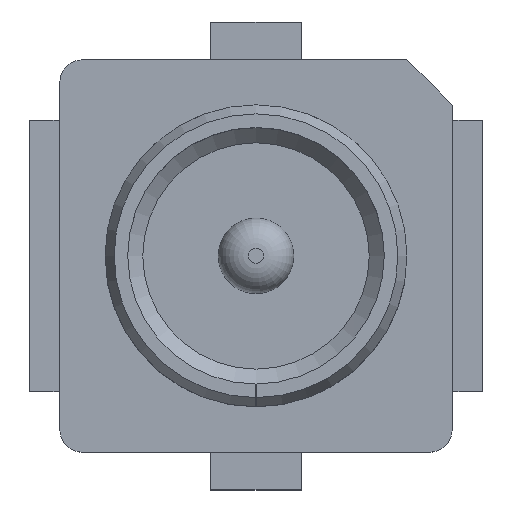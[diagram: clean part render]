
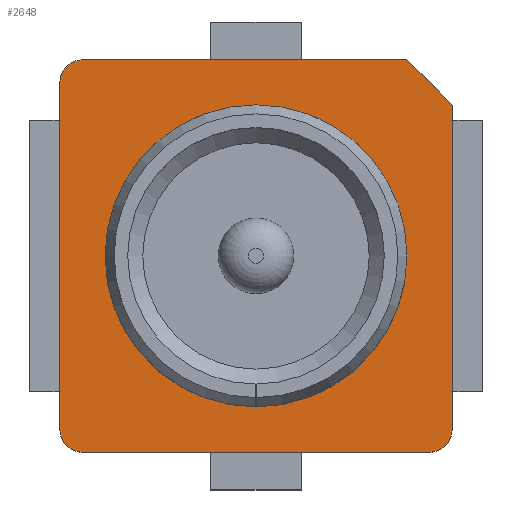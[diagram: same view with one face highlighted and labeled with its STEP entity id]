
A CAD part, top view. The second image highlights one B-rep face of the part: STEP entity #2648.
In plain terms, the highlighted planar face has unit normal (0, 0, 1).
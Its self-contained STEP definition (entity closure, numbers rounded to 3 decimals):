
#162=PLANE('',#2928);
#309=LINE('',#4159,#565);
#363=LINE('',#4321,#619);
#368=LINE('',#4331,#624);
#406=LINE('',#4476,#662);
#410=LINE('',#4484,#666);
#418=LINE('',#4510,#674);
#419=LINE('',#4512,#675);
#565=VECTOR('',#3367,1000.);
#619=VECTOR('',#3507,1000.);
#624=VECTOR('',#3514,1000.);
#662=VECTOR('',#3626,1000.);
#666=VECTOR('',#3632,1000.);
#674=VECTOR('',#3662,1000.);
#675=VECTOR('',#3665,1000.);
#1413=ORIENTED_EDGE('',*,*,#1727,.F.);
#1414=ORIENTED_EDGE('',*,*,#1813,.T.);
#1415=ORIENTED_EDGE('',*,*,#1732,.F.);
#1416=ORIENTED_EDGE('',*,*,#1767,.F.);
#1417=ORIENTED_EDGE('',*,*,#1806,.T.);
#1418=ORIENTED_EDGE('',*,*,#1648,.T.);
#1419=ORIENTED_EDGE('',*,*,#1808,.T.);
#1420=ORIENTED_EDGE('',*,*,#1810,.T.);
#1421=ORIENTED_EDGE('',*,*,#1811,.T.);
#1422=ORIENTED_EDGE('',*,*,#1792,.T.);
#1423=ORIENTED_EDGE('',*,*,#1812,.T.);
#1424=ORIENTED_EDGE('',*,*,#1796,.T.);
#1648=EDGE_CURVE('',#1961,#1960,#309,.T.);
#1727=EDGE_CURVE('',#2026,#2027,#363,.T.);
#1732=EDGE_CURVE('',#2030,#2031,#368,.T.);
#1767=EDGE_CURVE('',#2027,#2030,#2158,.T.);
#1792=EDGE_CURVE('',#2060,#2059,#406,.T.);
#1796=EDGE_CURVE('',#2063,#2062,#410,.T.);
#1806=EDGE_CURVE('',#2062,#1961,#2168,.T.);
#1808=EDGE_CURVE('',#1960,#2068,#2169,.T.);
#1810=EDGE_CURVE('',#2068,#2069,#418,.T.);
#1811=EDGE_CURVE('',#2069,#2060,#419,.T.);
#1812=EDGE_CURVE('',#2059,#2063,#2170,.T.);
#1813=EDGE_CURVE('',#2026,#2031,#2171,.T.);
#1960=VERTEX_POINT('',#4158);
#1961=VERTEX_POINT('',#4160);
#2026=VERTEX_POINT('',#4322);
#2027=VERTEX_POINT('',#4323);
#2030=VERTEX_POINT('',#4332);
#2031=VERTEX_POINT('',#4333);
#2059=VERTEX_POINT('',#4475);
#2060=VERTEX_POINT('',#4477);
#2062=VERTEX_POINT('',#4483);
#2063=VERTEX_POINT('',#4485);
#2068=VERTEX_POINT('',#4505);
#2069=VERTEX_POINT('',#4509);
#2158=CIRCLE('',#2894,1.);
#2168=CIRCLE('',#2921,0.15);
#2169=CIRCLE('',#2923,0.15);
#2170=CIRCLE('',#2927,0.15);
#2171=CIRCLE('',#2929,0.925);
#2322=EDGE_LOOP('',(#1413,#1414,#1415,#1416));
#2323=EDGE_LOOP('',(#1417,#1418,#1419,#1420,#1421,#1422,#1423,#1424));
#2476=FACE_BOUND('',#2322,.T.);
#2477=FACE_BOUND('',#2323,.T.);
#2648=ADVANCED_FACE('',(#2476,#2477),#162,.T.);
#2894=AXIS2_PLACEMENT_3D('',#4426,#3569,#3570);
#2921=AXIS2_PLACEMENT_3D('',#4502,#3652,#3653);
#2923=AXIS2_PLACEMENT_3D('',#4506,#3657,#3658);
#2927=AXIS2_PLACEMENT_3D('',#4514,#3668,#3669);
#2928=AXIS2_PLACEMENT_3D('',#4515,#3670,#3671);
#2929=AXIS2_PLACEMENT_3D('',#4516,#3672,#3673);
#3367=DIRECTION('',(1.,0.,0.));
#3507=DIRECTION('',(0.003,-1.,0.));
#3514=DIRECTION('',(0.003,1.,0.));
#3569=DIRECTION('',(0.,0.,1.));
#3570=DIRECTION('',(1.,0.,0.));
#3626=DIRECTION('',(-1.,0.,0.));
#3632=DIRECTION('',(0.,-1.,0.));
#3652=DIRECTION('',(0.,0.,1.));
#3653=DIRECTION('',(1.,0.,0.));
#3657=DIRECTION('',(0.,0.,1.));
#3658=DIRECTION('',(-1.,0.,0.));
#3662=DIRECTION('',(0.,1.,0.));
#3665=DIRECTION('',(-0.707,0.707,0.));
#3668=DIRECTION('',(0.,0.,1.));
#3669=DIRECTION('',(1.,0.,0.));
#3670=DIRECTION('',(0.,0.,1.));
#3671=DIRECTION('',(1.,0.,0.));
#3672=DIRECTION('',(0.,0.,-1.));
#3673=DIRECTION('',(1.,0.,0.));
#4158=CARTESIAN_POINT('',(1.15,-1.3,0.35));
#4159=CARTESIAN_POINT('',(-1.15,-1.3,0.35));
#4160=CARTESIAN_POINT('',(-1.15,-1.3,0.35));
#4321=CARTESIAN_POINT('',(0.003,-1.147,0.35));
#4322=CARTESIAN_POINT('',(0.002,-0.925,0.35));
#4323=CARTESIAN_POINT('',(0.003,-1.,0.35));
#4331=CARTESIAN_POINT('',(-0.003,-1.153,0.35));
#4332=CARTESIAN_POINT('',(-0.002,-1.,0.35));
#4333=CARTESIAN_POINT('',(-0.002,-0.925,0.35));
#4426=CARTESIAN_POINT('',(0.,0.,0.35));
#4475=CARTESIAN_POINT('',(-1.15,1.3,0.35));
#4476=CARTESIAN_POINT('',(1.,1.3,0.35));
#4477=CARTESIAN_POINT('',(1.,1.3,0.35));
#4483=CARTESIAN_POINT('',(-1.3,-1.15,0.35));
#4484=CARTESIAN_POINT('',(-1.3,1.15,0.35));
#4485=CARTESIAN_POINT('',(-1.3,1.15,0.35));
#4502=CARTESIAN_POINT('',(-1.15,-1.15,0.35));
#4505=CARTESIAN_POINT('',(1.3,-1.15,0.35));
#4506=CARTESIAN_POINT('',(1.15,-1.15,0.35));
#4509=CARTESIAN_POINT('',(1.3,1.,0.35));
#4510=CARTESIAN_POINT('',(1.3,-1.15,0.35));
#4512=CARTESIAN_POINT('',(1.,1.3,0.35));
#4514=CARTESIAN_POINT('',(-1.15,1.15,0.35));
#4515=CARTESIAN_POINT('',(-1.15,-1.15,0.35));
#4516=CARTESIAN_POINT('',(0.,0.,0.35));
